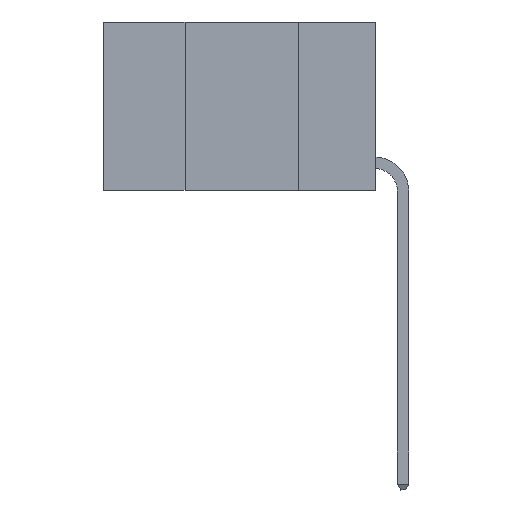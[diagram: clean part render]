
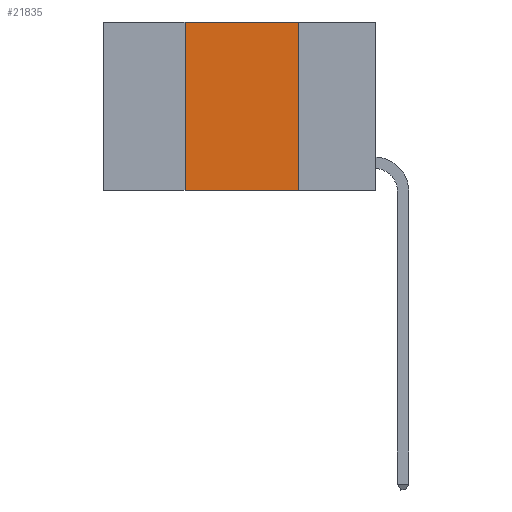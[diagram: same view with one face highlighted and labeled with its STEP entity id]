
A CAD part, left-side view. The second image highlights one B-rep face of the part: STEP entity #21835.
In plain terms, the highlighted planar face has unit normal (-1, 0, 0).
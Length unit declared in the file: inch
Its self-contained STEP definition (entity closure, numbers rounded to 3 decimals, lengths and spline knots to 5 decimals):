
#74 = CARTESIAN_POINT ( 'NONE',  ( 0., 0.17, 0. ) ) ;
#1968 = LINE ( 'NONE', #74, #2378 ) ;
#2378 = VECTOR ( 'NONE', #4381, 39.37008 ) ;
#2745 = EDGE_CURVE ( 'NONE', #3995, #24438, #23256, .T. ) ;
#3327 = CARTESIAN_POINT ( 'NONE',  ( 0., 0.17, 0. ) ) ;
#3881 = ORIENTED_EDGE ( 'NONE', *, *, #6042, .T. ) ;
#3924 = ORIENTED_EDGE ( 'NONE', *, *, #18884, .F. ) ;
#3995 = VERTEX_POINT ( 'NONE', #8963 ) ;
#4381 = DIRECTION ( 'NONE',  ( 0., 0., -1. ) ) ;
#4495 = DIRECTION ( 'NONE',  ( 0., -1., 0. ) ) ;
#5322 = DIRECTION ( 'NONE',  ( 0., 0., 1. ) ) ;
#6042 = EDGE_CURVE ( 'NONE', #13792, #24004, #15892, .T. ) ;
#6961 = VECTOR ( 'NONE', #11607, 39.37008 ) ;
#6968 = CARTESIAN_POINT ( 'NONE',  ( 0., 0.42, 0. ) ) ;
#7190 = CARTESIAN_POINT ( 'NONE',  ( 0., 0.6, 0. ) ) ;
#8963 = CARTESIAN_POINT ( 'NONE',  ( 0., 0.42, 0. ) ) ;
#9210 = DIRECTION ( 'NONE',  ( 1., 0., 0. ) ) ;
#9654 = ORIENTED_EDGE ( 'NONE', *, *, #2745, .F. ) ;
#10562 = VECTOR ( 'NONE', #5322, 39.37008 ) ;
#10770 = LINE ( 'NONE', #6968, #10562 ) ;
#11095 = CARTESIAN_POINT ( 'NONE',  ( 0., 0.17, -0.37 ) ) ;
#11607 = DIRECTION ( 'NONE',  ( 0., -1., 0. ) ) ;
#13447 = AXIS2_PLACEMENT_3D ( 'NONE', #7190, #9210, #14930 ) ;
#13792 = VERTEX_POINT ( 'NONE', #23220 ) ;
#14930 = DIRECTION ( 'NONE',  ( 0., 0., -1. ) ) ;
#15892 = LINE ( 'NONE', #18056, #18176 ) ;
#16680 = ORIENTED_EDGE ( 'NONE', *, *, #20094, .F. ) ;
#18056 = CARTESIAN_POINT ( 'NONE',  ( 0., 0.6, -0.37 ) ) ;
#18176 = VECTOR ( 'NONE', #4495, 39.37008 ) ;
#18884 = EDGE_CURVE ( 'NONE', #24438, #24004, #1968, .T. ) ;
#19601 = EDGE_LOOP ( 'NONE', ( #3924, #9654, #16680, #3881 ) ) ;
#20094 = EDGE_CURVE ( 'NONE', #13792, #3995, #10770, .T. ) ;
#21131 = CARTESIAN_POINT ( 'NONE',  ( 0., 0.6, 0. ) ) ;
#21835 = ADVANCED_FACE ( 'NONE', ( #24311 ), #22902, .F. ) ;
#22902 = PLANE ( 'NONE',  #13447 ) ;
#23220 = CARTESIAN_POINT ( 'NONE',  ( 0., 0.42, -0.37 ) ) ;
#23256 = LINE ( 'NONE', #21131, #6961 ) ;
#24004 = VERTEX_POINT ( 'NONE', #11095 ) ;
#24311 = FACE_OUTER_BOUND ( 'NONE', #19601, .T. ) ;
#24438 = VERTEX_POINT ( 'NONE', #3327 ) ;
